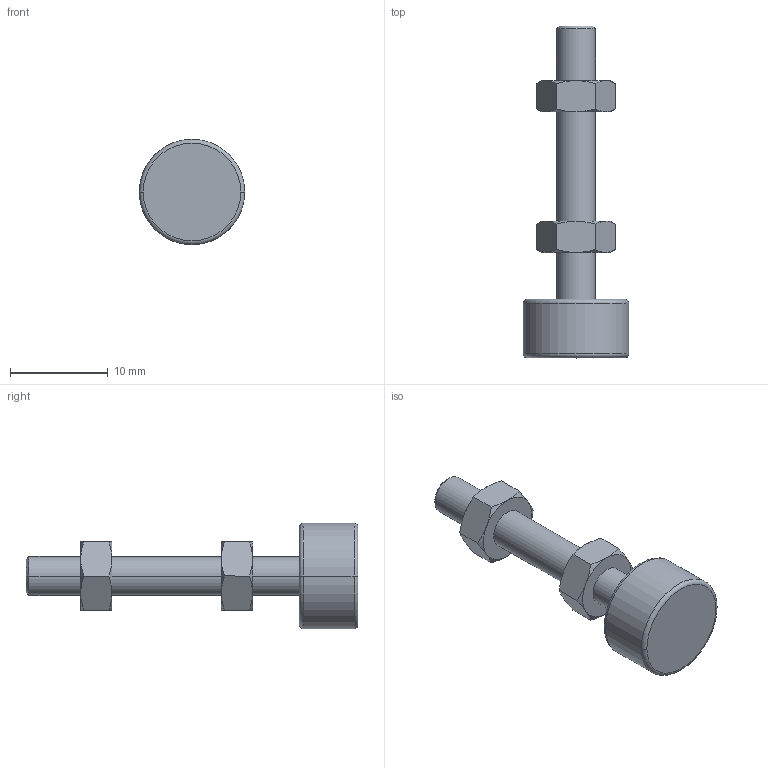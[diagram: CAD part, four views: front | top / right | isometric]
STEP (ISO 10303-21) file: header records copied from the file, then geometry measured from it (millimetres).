
FILE_DESCRIPTION (( 'STEP AP214' ), '1' );
FILE_NAME ('GH-FC-043207-LP.STEP', '2022-11-28T08:04:55', ( '' ), ( '' ), 'SwSTEP 2.0', 'SolidWorks 2016', '' );
FILE_SCHEMA (( 'AUTOMOTIVE_DESIGN' ));
Length unit declared in the file: millimetre
Products named in the file (3): hexagon nut_2_jis_JIS B 1181 Hexagon nut - Class 2 Finished M4 --N; GH-FC-043207-LP; FC-043207-LP
Assembly tree (3 placements, depth 2):
  GH-FC-043207-LP
    FC-043207-LP
    hexagon nut_2_jis_JIS B 1181 Hexagon nut - Class 2 Finished M4 --N  x2
Bounding box: 10.8 x 34 x 10.8 mm (x, y, z)
Volume: 1111.9 mm3; surface area: 1067.1 mm2
Topology: 3 solids, 3 shells, 69 faces, 144 edges, 82 vertices
Faces by surface type: cone 34, plane 19, cylinder 12, torus 4
Entity records: 1398 total; most frequent: CARTESIAN_POINT 283, DIRECTION 194, ORIENTED_EDGE 168, AXIS2_PLACEMENT_3D 87, EDGE_CURVE 84, VERTEX_POINT 48, EDGE_LOOP 44, FACE_OUTER_BOUND 41
